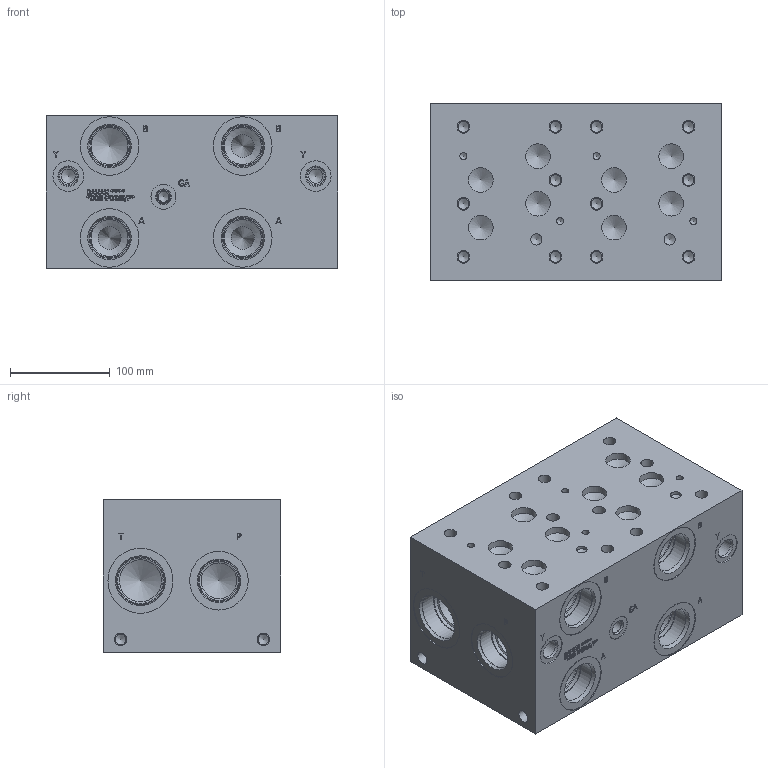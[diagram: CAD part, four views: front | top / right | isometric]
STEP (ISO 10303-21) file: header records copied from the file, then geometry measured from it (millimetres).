
FILE_DESCRIPTION(/* description */ (''),/* implementation_level */ '2;1');
FILE_NAME(/* name */ '_D08HP025S_P_.stp',/* time_stamp */ '2021-07-28T11:17:29-04:00',/* author */ ('anthonyv'),/* organization */ (''),/* preprocessor_version */ 'ST-DEVELOPER v18.1',/* originating_system */ 'Autodesk Inventor 2021',/* authorisation */ '');
FILE_SCHEMA (('AUTOMOTIVE_DESIGN { 1 0 10303 214 3 1 1 }'));
Length unit declared in the file: millimetre
Products named in the file (1): _D08HP025S_P_
Bounding box: 292.1 x 177.8 x 152.4 mm (x, y, z)
Volume: 7351130.5 mm3; surface area: 319058.4 mm2
Topology: 1 solids, 1 shells, 771 faces, 2097 edges, 1419 vertices
Faces by surface type: plane 423, bspline 173, cylinder 101, cone 74
Full cylindrical faces by diameter (mm): 7.137 x4, 10.719 x17, 11.125 x2, 12.7 x16, 12.9 x1, 14.275 x3, 14.529 x1, 17.501 x2, 19.05 x2, 19.253 x2, 24.613 x8, 25.019 x1, 30.632 x2, 35.712 x2, 36.906 x4, 39.218 x6, 41.275 x4, 41.28 x2, 41.758 x2, 42.062 x2, 43.51 x4, 45.568 x2, 47.625 x2, 48.057 x2, 58.572 x6, 65.126 x2
Entity records: 25657 total; most frequent: CARTESIAN_POINT 6496, ORIENTED_EDGE 4112, DIRECTION 3280, EDGE_CURVE 2056, VERTEX_POINT 1419, LINE 1338, VECTOR 1338, AXIS2_PLACEMENT_3D 971
